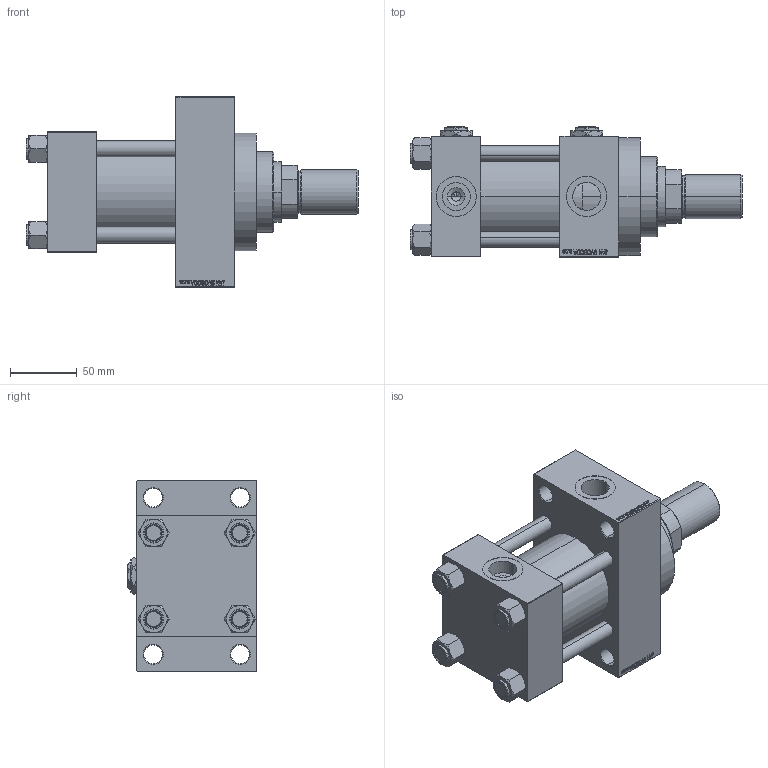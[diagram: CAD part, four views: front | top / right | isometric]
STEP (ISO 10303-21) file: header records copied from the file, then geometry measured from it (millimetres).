
FILE_DESCRIPTION (( 'STEP AP203' ), '1' );
FILE_NAME ('22ca.STEP', '2022-04-16T00:43:10', ( '' ), ( '' ), 'SwSTEP 2.0', 'SolidWorks 2019', '' );
FILE_SCHEMA (( 'CONFIG_CONTROL_DESIGN' ));
Length unit declared in the file: millimetre
Products named in the file (8): V215_VC_A 97fc82665816296c2200400c04184bc3; V215CR_VCP_D 97fc82665816296c2200400c04184bc3; V215CR_D_Body 97fc82665816296c2200400c04184bc3; NUT_M5_D 97fc82665816296c2200400c04184bc3; 22ca; ROD_END_AH 97fc82665816296c2200400c04184bc3; V215CR_D_TYCINKA 97fc82665816296c2200400c04184bc3; Zatka_pro_OIL_PORT 97fc82665816296c2200400c04184bc3
Assembly tree (14 placements, depth 2):
  22ca
    V215CR_D_Body 97fc82665816296c2200400c04184bc3
    V215CR_VCP_D 97fc82665816296c2200400c04184bc3
    NUT_M5_D 97fc82665816296c2200400c04184bc3  x4
    V215CR_D_TYCINKA 97fc82665816296c2200400c04184bc3  x4
    V215_VC_A 97fc82665816296c2200400c04184bc3
    ROD_END_AH 97fc82665816296c2200400c04184bc3
    Zatka_pro_OIL_PORT 97fc82665816296c2200400c04184bc3  x2
Bounding box: 248 x 97 x 142 mm (x, y, z)
Volume: 1192233.1 mm3; surface area: 223475.1 mm2
Topology: 14 solids, 14 shells, 1217 faces, 3010 edges, 1938 vertices
Faces by surface type: plane 548, bspline 368, cone 190, cylinder 101, torus 10
Entity records: 49730 total; most frequent: CARTESIAN_POINT 25781, ORIENTED_EDGE 5320, DIRECTION 3514, EDGE_CURVE 2660, VERTEX_POINT 1736, VECTOR 1560, LINE 1560, EDGE_LOOP 1194
